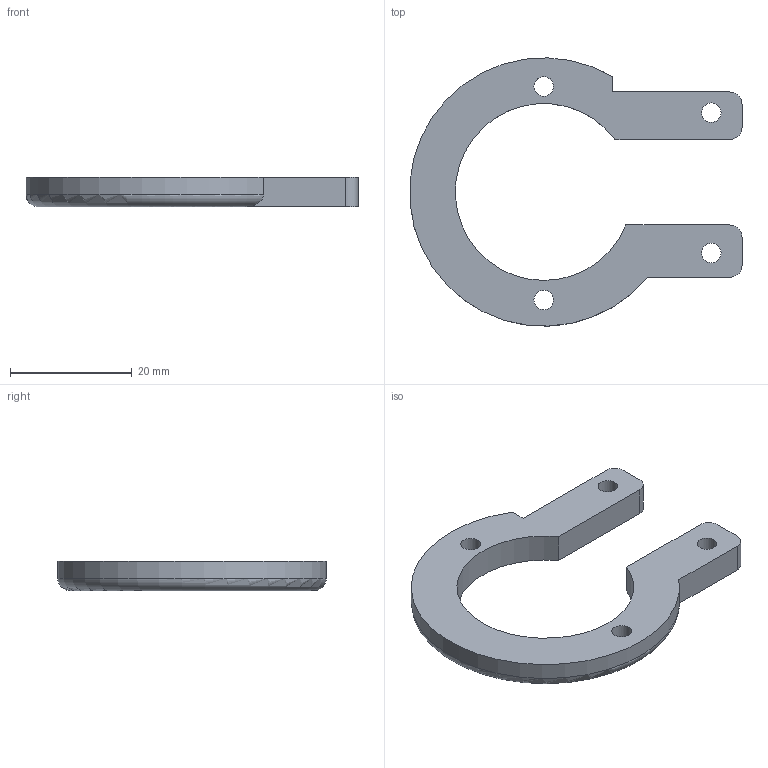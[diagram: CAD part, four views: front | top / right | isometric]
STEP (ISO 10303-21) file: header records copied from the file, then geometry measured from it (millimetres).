
FILE_DESCRIPTION(('FreeCAD Model'),'2;1');
FILE_NAME('Open CASCADE Shape Model','2025-02-08T16:34:53',(''),(''), 'Open CASCADE STEP processor 7.8','FreeCAD','Unknown');
FILE_SCHEMA(('AUTOMOTIVE_DESIGN { 1 0 10303 214 1 1 1 1 }'));
Length unit declared in the file: millimetre
Products named in the file (1): BridgesTBMount
Bounding box: 54.43 x 43.97 x 4.8 mm (x, y, z)
Volume: 4412 mm3; surface area: 3269.3 mm2
Topology: 1 solids, 1 shells, 20 faces, 55 edges, 37 vertices
Faces by surface type: cylinder 10, plane 9, torus 1
Full cylindrical faces by diameter (mm): 3.2 x4
Entity records: 728 total; most frequent: CARTESIAN_POINT 159, DIRECTION 116, ORIENTED_EDGE 110, EDGE_CURVE 55, AXIS2_PLACEMENT_3D 42, VERTEX_POINT 37, LINE 32, VECTOR 32
